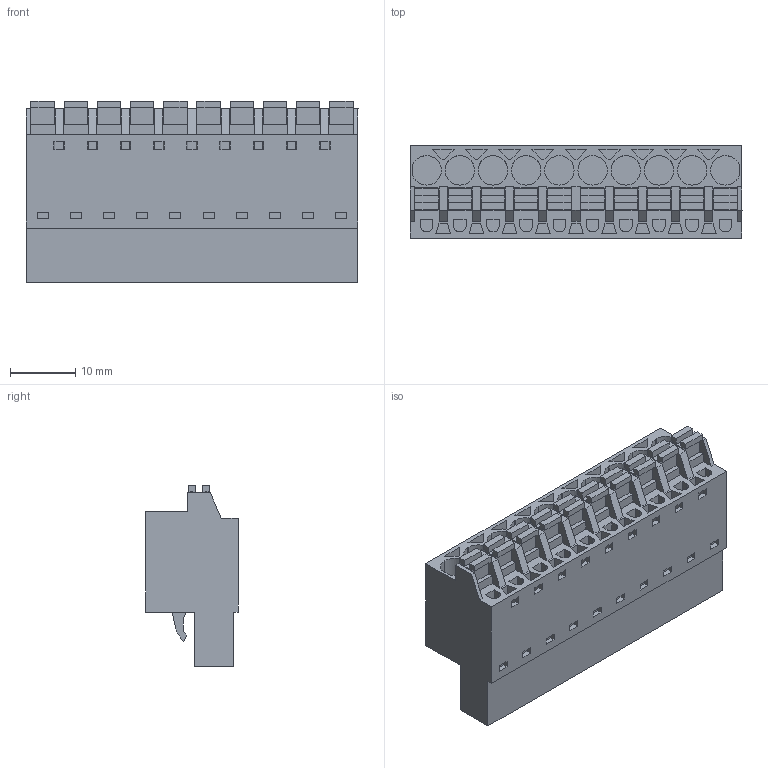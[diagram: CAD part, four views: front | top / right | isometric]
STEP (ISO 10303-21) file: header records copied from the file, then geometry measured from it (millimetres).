
FILE_DESCRIPTION(('CATIA V5 STEP Exchange','CAx-IF Rec.Pracs.--- Model Styling and Organization---1.2---2011-12-15'),'2;1');
FILE_NAME ('D1446550_0_1013520000_1013520000.stp','2017-04-28T12:39:45+00:00',('none'),('Weidmueller'),'CATIA Version 5-6 Release 2014','CATIA V5 STEP AP214','none');
FILE_SCHEMA(('AUTOMOTIVE_DESIGN { 1 0 10303 214 1 1 1 1 }'));
Length unit declared in the file: millimetre
Products named in the file (1): 1013520000
Bounding box: 50.8 x 14.2 x 27.73 mm (x, y, z)
Volume: 12087.9 mm3; surface area: 8181.9 mm2
Topology: 11 solids, 11 shells, 700 faces, 2009 edges, 1401 vertices
Faces by surface type: plane 628, cylinder 71, extrusion 1
Entity records: 22630 total; most frequent: CARTESIAN_POINT 4376, ORIENTED_EDGE 4018, DIRECTION 2865, EDGE_CURVE 2009, VECTOR 1866, LINE 1865, VERTEX_POINT 1401, EDGE_LOOP 806
